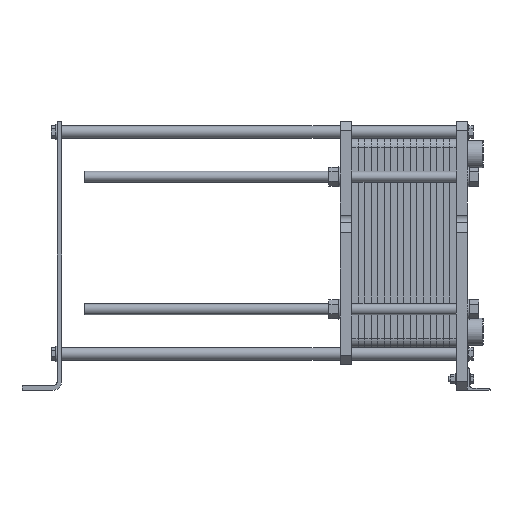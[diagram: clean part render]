
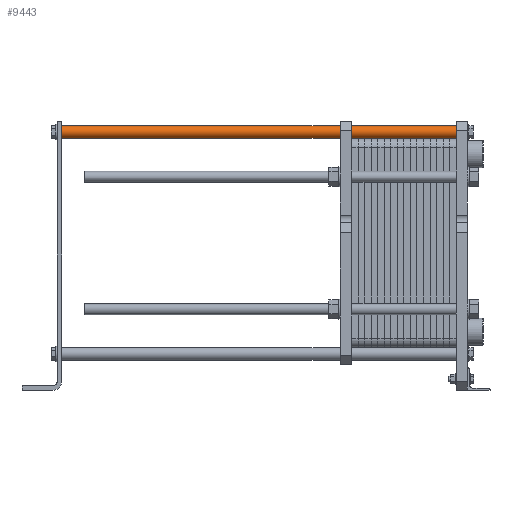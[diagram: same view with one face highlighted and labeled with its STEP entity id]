
A CAD part, left-side view. The second image highlights one B-rep face of the part: STEP entity #9443.
In plain terms, the highlighted cylindrical face has radius 14 mm (diameter 28 mm), a full revolution.
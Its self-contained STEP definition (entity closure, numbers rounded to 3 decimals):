
#1405=FACE_BOUND('',#2835,.T.);
#1492=CIRCLE('',#9860,14.);
#1521=CIRCLE('',#9964,14.);
#2052=CYLINDRICAL_SURFACE('',#9986,14.);
#2334=FACE_OUTER_BOUND('',#2834,.T.);
#2834=EDGE_LOOP('',(#7834));
#2835=EDGE_LOOP('',(#7835));
#5427=VERTEX_POINT('',#14363);
#5532=VERTEX_POINT('',#14702);
#6188=EDGE_CURVE('',#5427,#5427,#1492,.T.);
#6347=EDGE_CURVE('',#5532,#5532,#1521,.T.);
#7834=ORIENTED_EDGE('',*,*,#6188,.F.);
#7835=ORIENTED_EDGE('',*,*,#6347,.F.);
#9443=ADVANCED_FACE('',(#2334,#1405),#2052,.T.);
#9860=AXIS2_PLACEMENT_3D('',#14364,#11245,#11246);
#9964=AXIS2_PLACEMENT_3D('',#14703,#11583,#11584);
#9986=AXIS2_PLACEMENT_3D('',#14769,#11652,#11653);
#11245=DIRECTION('center_axis',(0.,-1.,0.));
#11246=DIRECTION('ref_axis',(-1.,0.,0.));
#11583=DIRECTION('center_axis',(0.,1.,0.));
#11584=DIRECTION('ref_axis',(-1.,0.,0.));
#11652=DIRECTION('center_axis',(0.,1.,0.));
#11653=DIRECTION('ref_axis',(-1.,0.,0.));
#14363=CARTESIAN_POINT('',(14.,0.,573.));
#14364=CARTESIAN_POINT('Origin',(0.,0.,
573.));
#14702=CARTESIAN_POINT('',(14.,875.,573.));
#14703=CARTESIAN_POINT('Origin',(0.,875.,573.));
#14769=CARTESIAN_POINT('Origin',(0.,-125.,573.));
